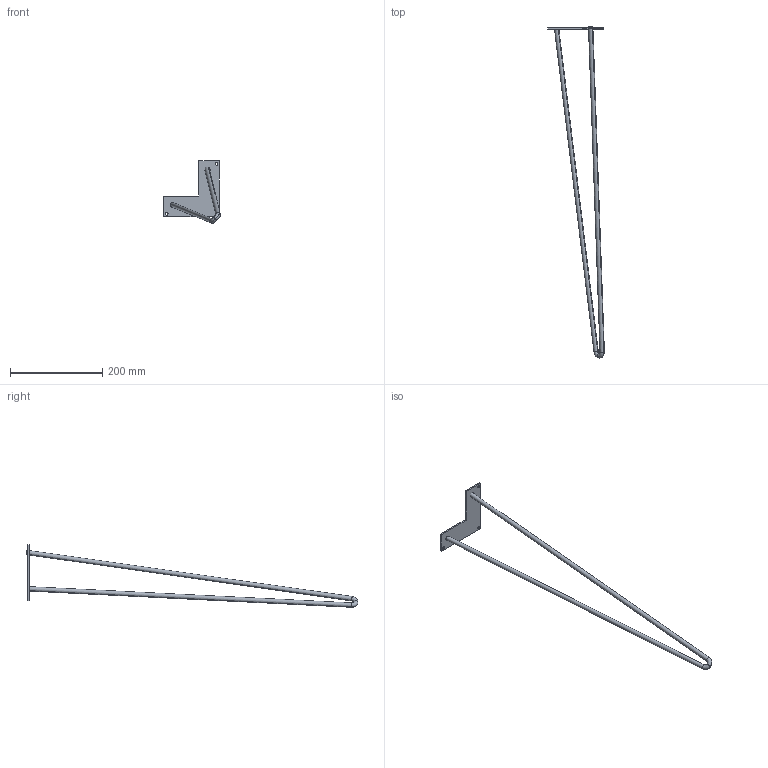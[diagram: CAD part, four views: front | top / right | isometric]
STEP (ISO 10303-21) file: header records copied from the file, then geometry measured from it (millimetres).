
FILE_DESCRIPTION (( 'STEP AP214' ), '1' );
FILE_NAME ('hair pin leg.STEP', '2019-02-01T03:11:07', ( '' ), ( '' ), 'SwSTEP 2.0', 'SolidWorks 2018', '' );
FILE_SCHEMA (( 'AUTOMOTIVE_DESIGN' ));
Length unit declared in the file: inch
Products named in the file (3): 38 leg; hair pin leg base; hair pin leg
Assembly tree (2 placements, depth 2):
  hair pin leg
    hair pin leg base
    38 leg
Bounding box: 122.76 x 717.8 x 135.23 mm (x, y, z)
Volume: 130068.7 mm3; surface area: 62342.7 mm2
Topology: 2 solids, 2 shells, 31 faces, 75 edges, 48 vertices
Faces by surface type: cylinder 13, plane 10, bspline 4, torus 4
Entity records: 1273 total; most frequent: CARTESIAN_POINT 368, DIRECTION 155, ORIENTED_EDGE 150, EDGE_CURVE 75, AXIS2_PLACEMENT_3D 61, VERTEX_POINT 48, EDGE_LOOP 41, VECTOR 33
